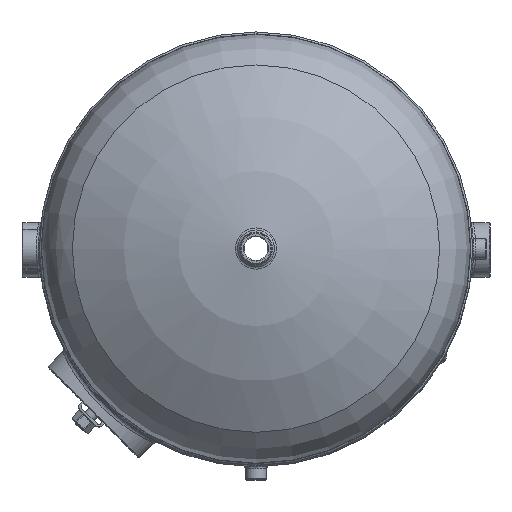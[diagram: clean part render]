
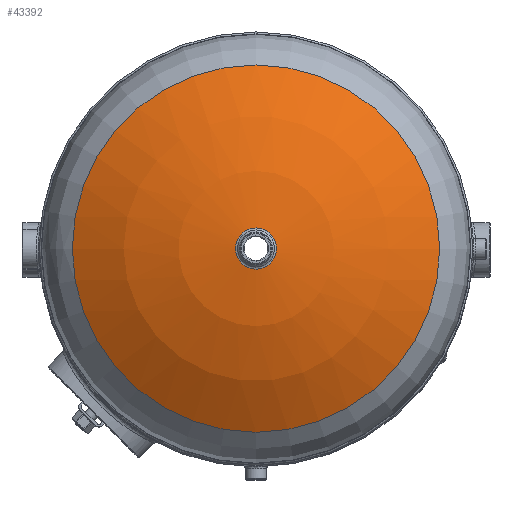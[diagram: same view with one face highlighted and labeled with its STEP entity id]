
A CAD part, top view. The second image highlights one B-rep face of the part: STEP entity #43392.
In plain terms, the highlighted spherical face has radius 440.158 mm.
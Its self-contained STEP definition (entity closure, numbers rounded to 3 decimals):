
#43326=CARTESIAN_POINT('',(-235.473,-0.,1450.645));
#43327=VERTEX_POINT('',#43326);
#43335=CARTESIAN_POINT('',(235.473,-0.,1450.645));
#43336=VERTEX_POINT('',#43335);
#43337=CARTESIAN_POINT('',(-0.,-0.,1450.645));
#43338=DIRECTION('',(0.,0.,-1.));
#43339=DIRECTION('',(-1.,0.,0.));
#43340=AXIS2_PLACEMENT_3D('',#43337,#43338,#43339);
#43341=CIRCLE('',#43340,235.473);
#43342=EDGE_CURVE('',#43327,#43336,#43341,.T.);
#43344=CARTESIAN_POINT('',(-0.,-0.,1450.645));
#43345=DIRECTION('',(0.,0.,-1.));
#43346=DIRECTION('',(-1.,0.,0.));
#43347=AXIS2_PLACEMENT_3D('',#43344,#43345,#43346);
#43348=CIRCLE('',#43347,235.473);
#43349=EDGE_CURVE('',#43336,#43327,#43348,.T.);
#43357=CARTESIAN_POINT('',(-0.,-0.,1078.769));
#43358=DIRECTION('',(0.,0.,-1.));
#43359=DIRECTION('',(1.,0.,0.));
#43360=AXIS2_PLACEMENT_3D('',#43357,#43358,#43359);
#43361=SPHERICAL_SURFACE('',#43360,440.158);
#43362=CARTESIAN_POINT('',(26.44,-0.,1518.132));
#43363=VERTEX_POINT('',#43362);
#43364=CARTESIAN_POINT('',(-0.,-0.,1078.769));
#43365=DIRECTION('',(0.,-1.,-0.));
#43366=DIRECTION('',(1.,0.,0.));
#43367=AXIS2_PLACEMENT_3D('',#43364,#43365,#43366);
#43368=CIRCLE('',#43367,440.158);
#43369=EDGE_CURVE('',#43336,#43363,#43368,.T.);
#43370=ORIENTED_EDGE('',*,*,#43369,.T.);
#43371=CARTESIAN_POINT('',(-0.,26.44,1518.132));
#43372=VERTEX_POINT('',#43371);
#43373=CARTESIAN_POINT('',(-0.,-0.,1518.132));
#43374=DIRECTION('',(0.,0.,-1.));
#43375=DIRECTION('',(0.,1.,0.));
#43376=AXIS2_PLACEMENT_3D('',#43373,#43374,#43375);
#43377=CIRCLE('',#43376,26.44);
#43378=EDGE_CURVE('',#43363,#43372,#43377,.T.);
#43379=ORIENTED_EDGE('',*,*,#43378,.T.);
#43380=CARTESIAN_POINT('',(-0.,-0.,1518.132));
#43381=DIRECTION('',(0.,0.,-1.));
#43382=DIRECTION('',(0.,1.,0.));
#43383=AXIS2_PLACEMENT_3D('',#43380,#43381,#43382);
#43384=CIRCLE('',#43383,26.44);
#43385=EDGE_CURVE('',#43372,#43363,#43384,.T.);
#43386=ORIENTED_EDGE('',*,*,#43385,.T.);
#43387=ORIENTED_EDGE('',*,*,#43369,.F.);
#43388=ORIENTED_EDGE('',*,*,#43342,.F.);
#43389=ORIENTED_EDGE('',*,*,#43349,.F.);
#43390=EDGE_LOOP('',(#43370,#43379,#43386,#43387,#43388,#43389));
#43391=FACE_BOUND('',#43390,.T.);
#43392=ADVANCED_FACE('',(#43391),#43361,.T.);
